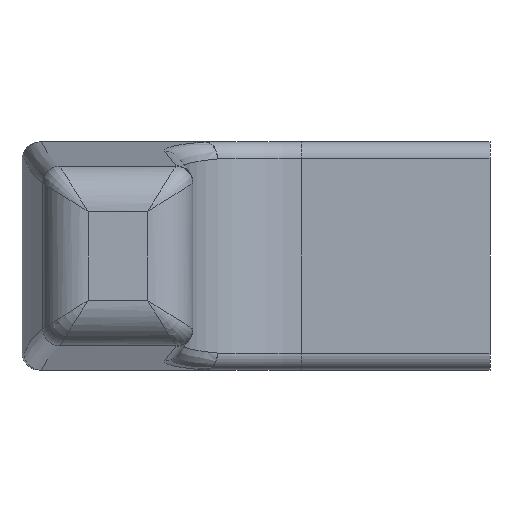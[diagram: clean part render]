
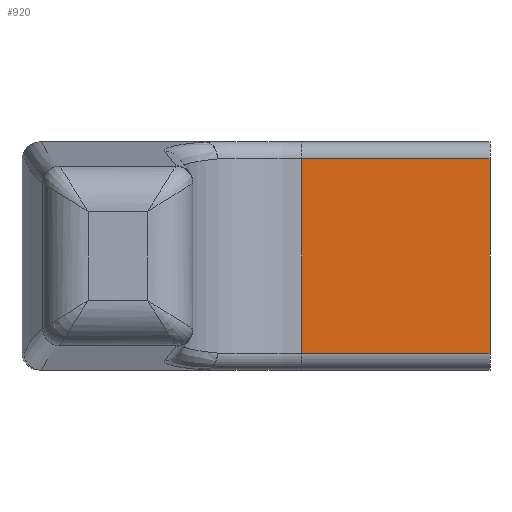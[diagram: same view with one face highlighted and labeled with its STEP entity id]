
A CAD part, left-side view. The second image highlights one B-rep face of the part: STEP entity #920.
In plain terms, the highlighted planar face has unit normal (-1, 0, 0).
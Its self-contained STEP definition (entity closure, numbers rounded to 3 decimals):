
#404=EDGE_CURVE('',#728,#814,#1157,.T.);
#578=VERTEX_POINT('',#1344);
#702=EDGE_CURVE('',#728,#578,#1487,.T.);
#728=VERTEX_POINT('',#1516);
#798=EDGE_CURVE('',#814,#882,#1594,.T.);
#814=VERTEX_POINT('',#1614);
#882=VERTEX_POINT('',#1690);
#920=ADVANCED_FACE('',(#1733),#1734,.T.);
#1118=EDGE_CURVE('',#882,#578,#1958,.T.);
#1157=LINE('',#2005,#2006);
#1344=CARTESIAN_POINT('',(-10.0,0.0,-8.5));
#1487=LINE('',#5000,#5001);
#1516=CARTESIAN_POINT('',(-10.0,0.0,8.5));
#1594=LINE('',#5748,#5749);
#1614=CARTESIAN_POINT('',(-10.0,16.5,8.5));
#1690=CARTESIAN_POINT('',(-10.0,16.5,-8.5));
#1733=FACE_OUTER_BOUND('',#6899,.T.);
#1734=PLANE('',#6900);
#1958=LINE('',#10048,#10049);
#2005=CARTESIAN_POINT('',(-10.0,0.0,8.5));
#2006=VECTOR('',#10075,1000.0);
#5000=CARTESIAN_POINT('',(-10.0,0.0,-10.0));
#5001=VECTOR('',#10420,1000.0);
#5748=CARTESIAN_POINT('',(-10.0,16.5,-10.0));
#5749=VECTOR('',#10531,1000.0);
#6899=EDGE_LOOP('',(#10697,#10698,#10699,#10700));
#6900=AXIS2_PLACEMENT_3D('',#10701,#10702,#10703);
#10048=CARTESIAN_POINT('',(-10.0,0.0,-8.5));
#10049=VECTOR('',#10975,1000.0);
#10075=DIRECTION('',(0.0,1.0,0.0));
#10420=DIRECTION('',(0.0,0.0,-1.0));
#10531=DIRECTION('',(0.0,0.0,-1.0));
#10697=ORIENTED_EDGE('',*,*,#702,.F.);
#10698=ORIENTED_EDGE('',*,*,#404,.T.);
#10699=ORIENTED_EDGE('',*,*,#798,.T.);
#10700=ORIENTED_EDGE('',*,*,#1118,.T.);
#10701=CARTESIAN_POINT('',(-10.0,0.0,-10.0));
#10702=DIRECTION('',(-1.0,0.0,0.0));
#10703=DIRECTION('',(0.0,0.0,1.0));
#10975=DIRECTION('',(0.0,-1.0,0.0));
